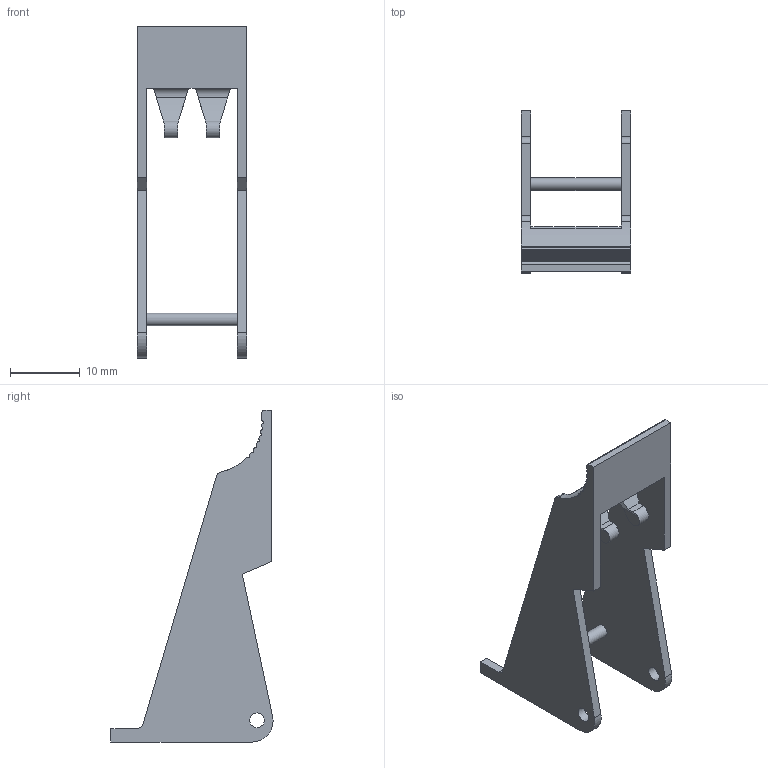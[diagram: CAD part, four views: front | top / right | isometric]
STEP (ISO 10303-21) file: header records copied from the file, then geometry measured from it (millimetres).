
FILE_DESCRIPTION(/* description */ (''),/* implementation_level */ '2;1');
FILE_NAME(/* name */ '3d_HR5X88.stp',/* time_stamp */ '2018-11-19T07:34:46+01:00',/* author */ ('Andrzej'),/* organization */ (''),/* preprocessor_version */ 'ST-DEVELOPER v16.13',/* originating_system */ 'AutoCAD Mechanical',/* authorisation */ '');
FILE_SCHEMA (('AUTOMOTIVE_DESIGN { 1 0 10303 214 3 1 1 }'));
Length unit declared in the file: millimetre
Products named in the file (1): Product
Bounding box: 15.6 x 23.2 x 47.5 mm (x, y, z)
Volume: 1705.8 mm3; surface area: 2890.7 mm2
Topology: 1 solids, 1 shells, 77 faces, 223 edges, 148 vertices
Faces by surface type: cylinder 47, plane 30
Full cylindrical faces by diameter (mm): 1.8 x1, 2.1 x2
Entity records: 2587 total; most frequent: DIRECTION 478, CARTESIAN_POINT 442, ORIENTED_EDGE 436, EDGE_CURVE 218, AXIS2_PLACEMENT_3D 182, VERTEX_POINT 146, LINE 114, VECTOR 114
